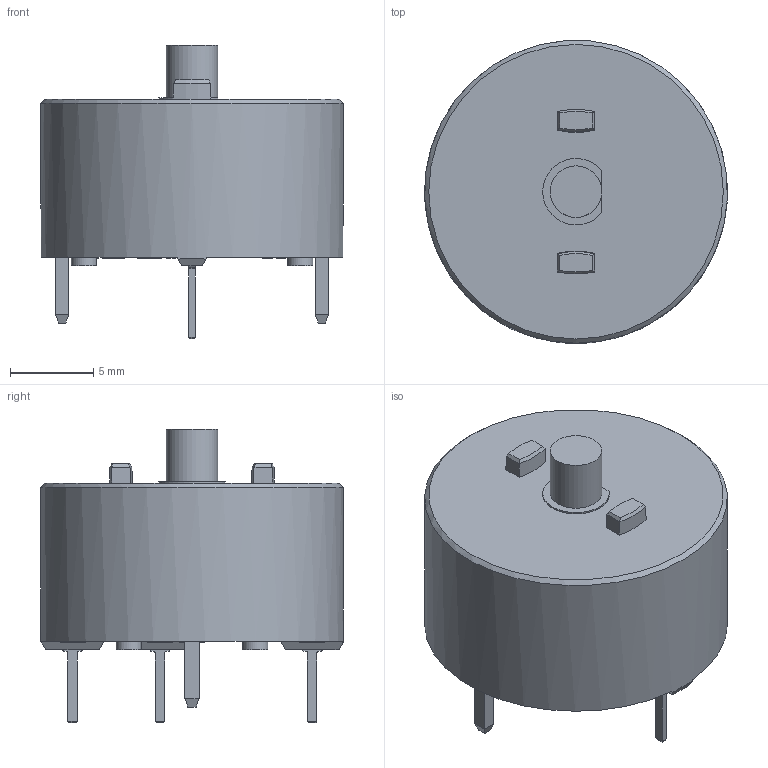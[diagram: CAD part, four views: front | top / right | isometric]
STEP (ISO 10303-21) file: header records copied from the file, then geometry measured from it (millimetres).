
FILE_DESCRIPTION(/* description */ (''),/* implementation_level */ '2;1');
FILE_NAME(/* name */ 'PCTSL_ipt.stp',/* time_stamp */ '2016-09-09T10:02:55+02:00',/* author */ ('mharscher'),/* organization */ (''),/* preprocessor_version */ 'ST-DEVELOPER v15.2',/* originating_system */ 'Autodesk Inventor 2014',/* authorisation */ '');
FILE_SCHEMA (('CONFIG_CONTROL_DESIGN'));
Length unit declared in the file: centimetre
Products named in the file (1): Schaltelement SCTLZ vereinfacht (M36.504.55)
Bounding box: 18.18 x 18.2 x 17.65 mm (x, y, z)
Volume: 2520.7 mm3; surface area: 1174.6 mm2
Topology: 1 solids, 1 shells, 403 faces, 1089 edges, 717 vertices
Faces by surface type: plane 371, cylinder 21, cone 7, bspline 4
Full cylindrical faces by diameter (mm): 1.5 x4, 3.1 x1, 18.2 x1
Entity records: 12400 total; most frequent: CARTESIAN_POINT 2281, ORIENTED_EDGE 2162, DIRECTION 1925, EDGE_CURVE 1081, LINE 993, VECTOR 993, VERTEX_POINT 716, AXIS2_PLACEMENT_3D 466
